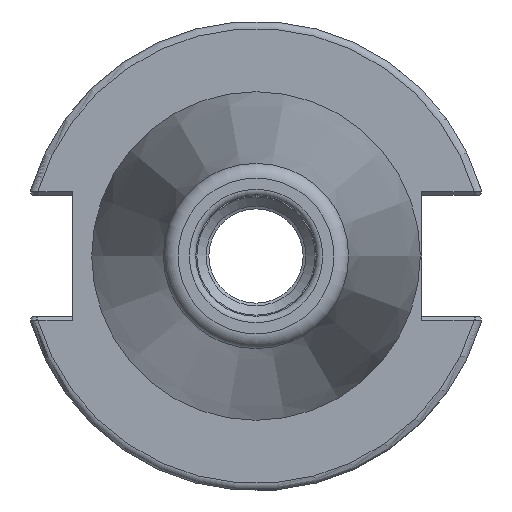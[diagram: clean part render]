
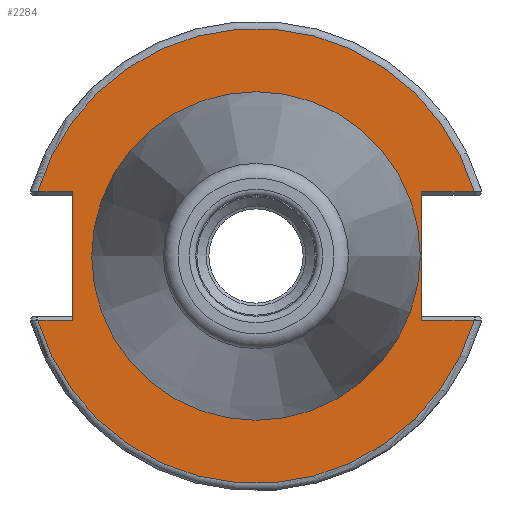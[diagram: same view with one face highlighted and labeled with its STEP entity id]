
A CAD part, left-side view. The second image highlights one B-rep face of the part: STEP entity #2284.
In plain terms, the highlighted planar face has unit normal (-1, 0, 0).
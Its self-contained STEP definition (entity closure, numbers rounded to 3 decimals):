
#132=FACE_BOUND('',#364,.T.);
#146=PLANE('',#2472);
#232=FACE_OUTER_BOUND('',#363,.T.);
#363=EDGE_LOOP('',(#1633,#1634,#1635,#1636,#1637,#1638,#1639,#1640));
#364=EDGE_LOOP('',(#1641,#1642));
#496=LINE('',#3572,#622);
#498=LINE('',#3640,#624);
#499=LINE('',#3642,#625);
#500=LINE('',#3646,#626);
#501=LINE('',#3648,#627);
#502=LINE('',#3649,#628);
#622=VECTOR('',#2816,10.);
#624=VECTOR('',#2834,10.);
#625=VECTOR('',#2835,10.);
#626=VECTOR('',#2838,10.);
#627=VECTOR('',#2839,10.);
#628=VECTOR('',#2840,10.);
#770=CIRCLE('',#2471,30.775);
#771=CIRCLE('',#2473,30.775);
#772=CIRCLE('',#2474,22.225);
#773=CIRCLE('',#2475,22.225);
#940=VERTEX_POINT('',#3565);
#943=VERTEX_POINT('',#3570);
#949=VERTEX_POINT('',#3618);
#951=VERTEX_POINT('',#3639);
#952=VERTEX_POINT('',#3641);
#953=VERTEX_POINT('',#3643);
#954=VERTEX_POINT('',#3645);
#955=VERTEX_POINT('',#3647);
#956=VERTEX_POINT('',#3650);
#957=VERTEX_POINT('',#3651);
#1205=EDGE_CURVE('',#943,#940,#496,.T.);
#1215=EDGE_CURVE('',#940,#949,#770,.T.);
#1218=EDGE_CURVE('',#943,#951,#498,.T.);
#1219=EDGE_CURVE('',#952,#951,#499,.T.);
#1220=EDGE_CURVE('',#953,#952,#771,.T.);
#1221=EDGE_CURVE('',#954,#953,#500,.T.);
#1222=EDGE_CURVE('',#954,#955,#501,.T.);
#1223=EDGE_CURVE('',#949,#955,#502,.T.);
#1224=EDGE_CURVE('',#956,#957,#772,.T.);
#1225=EDGE_CURVE('',#957,#956,#773,.T.);
#1633=ORIENTED_EDGE('',*,*,#1205,.F.);
#1634=ORIENTED_EDGE('',*,*,#1218,.T.);
#1635=ORIENTED_EDGE('',*,*,#1219,.F.);
#1636=ORIENTED_EDGE('',*,*,#1220,.F.);
#1637=ORIENTED_EDGE('',*,*,#1221,.F.);
#1638=ORIENTED_EDGE('',*,*,#1222,.T.);
#1639=ORIENTED_EDGE('',*,*,#1223,.F.);
#1640=ORIENTED_EDGE('',*,*,#1215,.F.);
#1641=ORIENTED_EDGE('',*,*,#1224,.T.);
#1642=ORIENTED_EDGE('',*,*,#1225,.T.);
#2284=ADVANCED_FACE('',(#232,#132),#146,.T.);
#2471=AXIS2_PLACEMENT_3D('',#3619,#2830,#2831);
#2472=AXIS2_PLACEMENT_3D('',#3638,#2832,#2833);
#2473=AXIS2_PLACEMENT_3D('',#3644,#2836,#2837);
#2474=AXIS2_PLACEMENT_3D('',#3652,#2841,#2842);
#2475=AXIS2_PLACEMENT_3D('',#3653,#2843,#2844);
#2816=DIRECTION('',(0.,-1.,0.));
#2830=DIRECTION('center_axis',(1.,0.,0.));
#2831=DIRECTION('ref_axis',(0.,0.,-1.));
#2832=DIRECTION('center_axis',(-1.,0.,0.));
#2833=DIRECTION('ref_axis',(0.,0.,1.));
#2834=DIRECTION('',(0.,0.,1.));
#2835=DIRECTION('',(0.,1.,0.));
#2836=DIRECTION('center_axis',(1.,0.,0.));
#2837=DIRECTION('ref_axis',(0.,0.,-1.));
#2838=DIRECTION('',(0.,1.,0.));
#2839=DIRECTION('',(0.,0.,-1.));
#2840=DIRECTION('',(0.,-1.,0.));
#2841=DIRECTION('center_axis',(1.,0.,0.));
#2842=DIRECTION('ref_axis',(0.,0.,-1.));
#2843=DIRECTION('center_axis',(1.,0.,0.));
#2844=DIRECTION('ref_axis',(0.,0.,-1.));
#3565=CARTESIAN_POINT('',(3.175,-29.523,-8.69));
#3570=CARTESIAN_POINT('',(3.175,-22.41,-8.69));
#3572=CARTESIAN_POINT('',(3.175,-4.878,-8.69));
#3618=CARTESIAN_POINT('',(3.175,29.523,-8.69));
#3619=CARTESIAN_POINT('Origin',(3.175,0.,
0.));
#3638=CARTESIAN_POINT('Origin',(3.175,30.775,0.));
#3639=CARTESIAN_POINT('',(3.175,-22.41,8.69));
#3640=CARTESIAN_POINT('',(3.175,-22.41,-4.095));
#3641=CARTESIAN_POINT('',(3.175,-29.523,8.69));
#3642=CARTESIAN_POINT('',(3.175,4.182,8.69));
#3643=CARTESIAN_POINT('',(3.175,29.523,8.69));
#3644=CARTESIAN_POINT('Origin',(3.175,0.,
0.));
#3645=CARTESIAN_POINT('',(3.175,24.8,8.69));
#3646=CARTESIAN_POINT('',(3.175,32.958,8.69));
#3647=CARTESIAN_POINT('',(3.175,24.8,-8.69));
#3648=CARTESIAN_POINT('',(3.175,24.8,4.095));
#3649=CARTESIAN_POINT('',(3.175,27.788,-8.69));
#3650=CARTESIAN_POINT('',(3.175,22.225,0.));
#3651=CARTESIAN_POINT('',(3.175,-22.225,0.));
#3652=CARTESIAN_POINT('Origin',(3.175,0.,
0.));
#3653=CARTESIAN_POINT('Origin',(3.175,0.,
0.));
